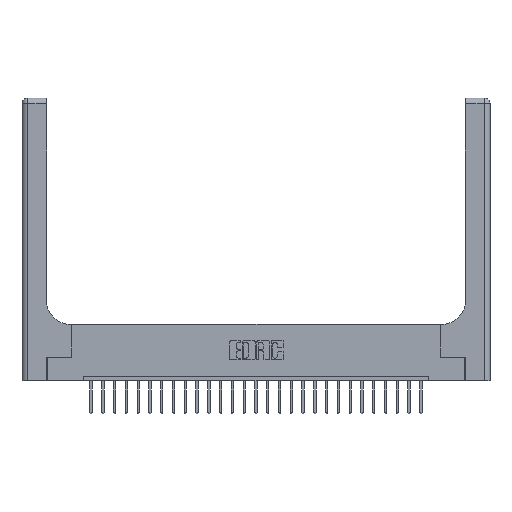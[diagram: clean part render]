
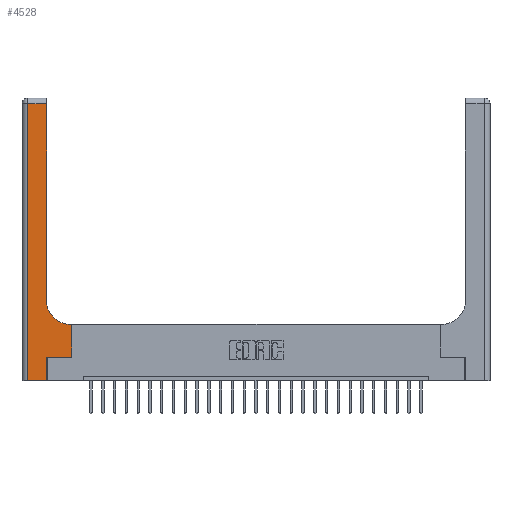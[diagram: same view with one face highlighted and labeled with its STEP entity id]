
A CAD part, top view. The second image highlights one B-rep face of the part: STEP entity #4528.
In plain terms, the highlighted planar face has unit normal (0, 0, 1).
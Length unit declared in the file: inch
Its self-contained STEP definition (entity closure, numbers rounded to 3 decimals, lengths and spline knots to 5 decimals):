
#281 = CARTESIAN_POINT ( 'NONE',  ( 0.265, 0.25, 0.37 ) ) ;
#555 = CIRCLE ( 'NONE', #15751, 0.25 ) ;
#1502 = ORIENTED_EDGE ( 'NONE', *, *, #16617, .T. ) ;
#1981 = VERTEX_POINT ( 'NONE', #22550 ) ;
#2065 = VECTOR ( 'NONE', #16413, 39.37008 ) ;
#2180 = LINE ( 'NONE', #4604, #2065 ) ;
#2365 = CARTESIAN_POINT ( 'NONE',  ( 0.26, 3., 0.37 ) ) ;
#2585 = VECTOR ( 'NONE', #21502, 39.37008 ) ;
#3670 = DIRECTION ( 'NONE',  ( 0., 1., 0. ) ) ;
#3892 = DIRECTION ( 'NONE',  ( 1., 0., 0. ) ) ;
#4528 = ADVANCED_FACE ( 'NONE', ( #22844 ), #5505, .F. ) ;
#4604 = CARTESIAN_POINT ( 'NONE',  ( 0., 0., 0.37 ) ) ;
#4760 = LINE ( 'NONE', #5002, #19149 ) ;
#4969 = EDGE_CURVE ( 'NONE', #14496, #4990, #5824, .T. ) ;
#4990 = VERTEX_POINT ( 'NONE', #20065 ) ;
#5002 = CARTESIAN_POINT ( 'NONE',  ( 0.06, 3., 0.37 ) ) ;
#5505 = PLANE ( 'NONE',  #6247 ) ;
#5658 = ORIENTED_EDGE ( 'NONE', *, *, #10491, .T. ) ;
#5724 = VERTEX_POINT ( 'NONE', #13073 ) ;
#5824 = LINE ( 'NONE', #13658, #2585 ) ;
#6132 = EDGE_CURVE ( 'NONE', #4990, #5724, #555, .T. ) ;
#6247 = AXIS2_PLACEMENT_3D ( 'NONE', #20917, #11008, #22580 ) ;
#6341 = EDGE_CURVE ( 'NONE', #8926, #14496, #21273, .T. ) ;
#6445 = VERTEX_POINT ( 'NONE', #20225 ) ;
#6846 = LINE ( 'NONE', #2365, #13274 ) ;
#7246 = ORIENTED_EDGE ( 'NONE', *, *, #6132, .T. ) ;
#7544 = VECTOR ( 'NONE', #3892, 39.37008 ) ;
#7848 = CARTESIAN_POINT ( 'NONE',  ( 0.265, 0., 0.37 ) ) ;
#8926 = VERTEX_POINT ( 'NONE', #20074 ) ;
#9264 = EDGE_CURVE ( 'NONE', #10927, #23587, #13885, .T. ) ;
#9546 = VECTOR ( 'NONE', #11115, 39.37008 ) ;
#9676 = ORIENTED_EDGE ( 'NONE', *, *, #17167, .T. ) ;
#10435 = DIRECTION ( 'NONE',  ( 0., 1., 0. ) ) ;
#10491 = EDGE_CURVE ( 'NONE', #1981, #6445, #4760, .T. ) ;
#10927 = VERTEX_POINT ( 'NONE', #24498 ) ;
#11008 = DIRECTION ( 'NONE',  ( 0., 0., -1. ) ) ;
#11115 = DIRECTION ( 'NONE',  ( -1., 0., 0. ) ) ;
#11252 = ORIENTED_EDGE ( 'NONE', *, *, #4969, .T. ) ;
#11424 = CARTESIAN_POINT ( 'NONE',  ( 0.26, 2.94, 0.37 ) ) ;
#12164 = VECTOR ( 'NONE', #21726, 39.37008 ) ;
#12783 = CARTESIAN_POINT ( 'NONE',  ( 0.51, 0.85, 0.37 ) ) ;
#13073 = CARTESIAN_POINT ( 'NONE',  ( 0.26, 0.85, 0.37 ) ) ;
#13274 = VECTOR ( 'NONE', #10435, 39.37008 ) ;
#13560 = LINE ( 'NONE', #21404, #9546 ) ;
#13658 = CARTESIAN_POINT ( 'NONE',  ( 0.26, 0.6, 0.37 ) ) ;
#13885 = LINE ( 'NONE', #7848, #12164 ) ;
#14496 = VERTEX_POINT ( 'NONE', #19191 ) ;
#15124 = EDGE_LOOP ( 'NONE', ( #19170, #18757, #5658, #9676, #22507, #1502, #23478, #11252, #7246 ) ) ;
#15751 = AXIS2_PLACEMENT_3D ( 'NONE', #12783, #24601, #21020 ) ;
#16364 = EDGE_CURVE ( 'NONE', #5724, #17100, #6846, .T. ) ;
#16413 = DIRECTION ( 'NONE',  ( 1., 0., 0. ) ) ;
#16617 = EDGE_CURVE ( 'NONE', #23587, #8926, #21236, .T. ) ;
#17100 = VERTEX_POINT ( 'NONE', #11424 ) ;
#17167 = EDGE_CURVE ( 'NONE', #6445, #10927, #2180, .T. ) ;
#18757 = ORIENTED_EDGE ( 'NONE', *, *, #20443, .T. ) ;
#19149 = VECTOR ( 'NONE', #22480, 39.37008 ) ;
#19170 = ORIENTED_EDGE ( 'NONE', *, *, #16364, .T. ) ;
#19191 = CARTESIAN_POINT ( 'NONE',  ( 0.528, 0.6, 0.37 ) ) ;
#19464 = VECTOR ( 'NONE', #3670, 39.37008 ) ;
#20065 = CARTESIAN_POINT ( 'NONE',  ( 0.51, 0.6, 0.37 ) ) ;
#20074 = CARTESIAN_POINT ( 'NONE',  ( 0.528, 0.25, 0.37 ) ) ;
#20225 = CARTESIAN_POINT ( 'NONE',  ( 0.06, 0., 0.37 ) ) ;
#20443 = EDGE_CURVE ( 'NONE', #17100, #1981, #13560, .T. ) ;
#20633 = CARTESIAN_POINT ( 'NONE',  ( 0.265, 0.25, 0.37 ) ) ;
#20917 = CARTESIAN_POINT ( 'NONE',  ( 0., 3., 0.37 ) ) ;
#21020 = DIRECTION ( 'NONE',  ( 1., 0., 0. ) ) ;
#21236 = LINE ( 'NONE', #281, #7544 ) ;
#21273 = LINE ( 'NONE', #25373, #19464 ) ;
#21404 = CARTESIAN_POINT ( 'NONE',  ( 0., 2.94, 0.37 ) ) ;
#21502 = DIRECTION ( 'NONE',  ( -1., 0., 0. ) ) ;
#21726 = DIRECTION ( 'NONE',  ( 0., 1., 0. ) ) ;
#22480 = DIRECTION ( 'NONE',  ( 0., -1., 0. ) ) ;
#22507 = ORIENTED_EDGE ( 'NONE', *, *, #9264, .T. ) ;
#22550 = CARTESIAN_POINT ( 'NONE',  ( 0.06, 2.94, 0.37 ) ) ;
#22580 = DIRECTION ( 'NONE',  ( -1., 0., 0. ) ) ;
#22844 = FACE_OUTER_BOUND ( 'NONE', #15124, .T. ) ;
#23478 = ORIENTED_EDGE ( 'NONE', *, *, #6341, .T. ) ;
#23587 = VERTEX_POINT ( 'NONE', #20633 ) ;
#24498 = CARTESIAN_POINT ( 'NONE',  ( 0.265, 0., 0.37 ) ) ;
#24601 = DIRECTION ( 'NONE',  ( 0., 0., -1. ) ) ;
#25373 = CARTESIAN_POINT ( 'NONE',  ( 0.528, 0.25, 0.37 ) ) ;
